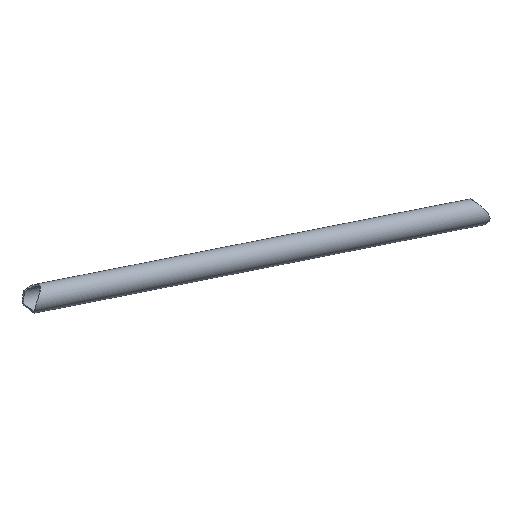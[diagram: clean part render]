
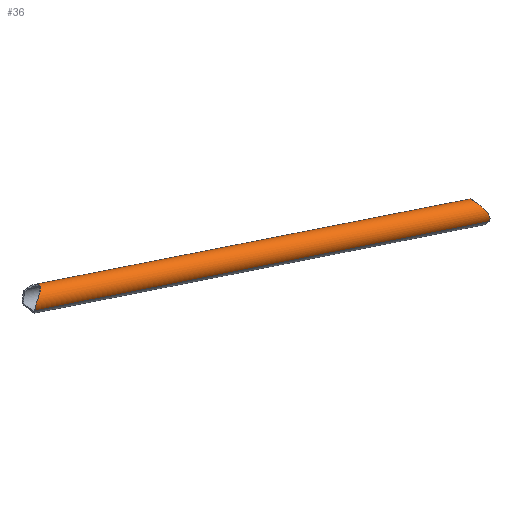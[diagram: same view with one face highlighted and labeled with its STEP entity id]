
A CAD part, isometric view. The second image highlights one B-rep face of the part: STEP entity #36.
In plain terms, the highlighted cylindrical face has radius 12.5 mm (diameter 25 mm), a partial arc.
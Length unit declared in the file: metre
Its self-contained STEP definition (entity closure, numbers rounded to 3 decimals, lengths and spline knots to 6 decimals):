
#36=ADVANCED_FACE('',(#73),#74,.T.);
#73=FACE_OUTER_BOUND('',#109,.T.);
#74=CYLINDRICAL_SURFACE('',#110,0.0125);
#109=EDGE_LOOP('',(#204,#205,#206,#207));
#110=AXIS2_PLACEMENT_3D('',#208,#209,#210);
#204=ORIENTED_EDGE('',*,*,#289,.F.);
#205=ORIENTED_EDGE('',*,*,#290,.T.);
#206=ORIENTED_EDGE('',*,*,#291,.F.);
#207=ORIENTED_EDGE('',*,*,#292,.F.);
#208=CARTESIAN_POINT('',(-1.758528,-0.353949,0.232934));
#209=DIRECTION('',(-0.964,0.144,0.222));
#210=DIRECTION('',(0.222,0.897,0.382));
#289=EDGE_CURVE('',#330,#331,#332,.T.);
#290=EDGE_CURVE('',#330,#333,#334,.T.);
#291=EDGE_CURVE('',#335,#333,#336,.T.);
#292=EDGE_CURVE('',#331,#335,#337,.T.);
#330=VERTEX_POINT('',#402);
#331=VERTEX_POINT('',#403);
#332=LINE('',#404,#405);
#333=VERTEX_POINT('',#406);
#334=B_SPLINE_CURVE_WITH_KNOTS('',3,(#407,#408,#409,#410,#411,#412,#413,#414,#415,#416,#417,#418,#419,#420,#421,#422,#423,#424,#425,#426,#427,#428,#429,#430,#431,#432,#433,#434,#435,#436),.UNSPECIFIED.,.F.,.F.,(4,2,2,2,2,2,2,2,1,2,2,1,2,2,2,4),(0.0,6.560477,13.120955,17.494606,21.868258,26.241909,32.802386,39.65515,44.321088,48.987026,53.652963,55.985932,58.318901,62.984839,67.650777,72.316715),.UNSPECIFIED.);
#335=VERTEX_POINT('',#437);
#336=LINE('',#438,#439);
#337=B_SPLINE_CURVE_WITH_KNOTS('',5,(#440,#441,#442,#443,#444,#445,#446,#447,#448,#449,#450,#451,#452,#453,#454,#455,#456,#457,#458,#459,#460,#461,#462,#463,#464,#465,#466,#467,#468,#469,#470,#471,#472,#473,#474,#475,#476,#477,#478,#479,#480,#481,#482,#483),.UNSPECIFIED.,.F.,.F.,(6,3,3,3,3,3,3,5,3,3,3,3,3,6),(-93.737387,-93.569883,-87.289411,-80.482216,-75.273498,-70.032893,-65.355613,-59.685594,-52.459357,-46.321691,-36.308772,-32.727783,-29.047021,-27.735151),.UNSPECIFIED.);
#402=CARTESIAN_POINT('',(-2.147868,-0.284211,0.32792));
#403=CARTESIAN_POINT('',(-1.659942,-0.357038,0.215673));
#404=CARTESIAN_POINT('',(-1.755755,-0.342737,0.237714));
#405=VECTOR('',#796,1.0);
#406=CARTESIAN_POINT('',(-2.15874,-0.30584,0.319584));
#407=CARTESIAN_POINT('',(-2.15,-0.283212,0.326325));
#408=CARTESIAN_POINT('',(-2.148804,-0.283666,0.327232));
#409=CARTESIAN_POINT('',(-2.147626,-0.284278,0.32809));
#410=CARTESIAN_POINT('',(-2.145464,-0.285838,0.32975));
#411=CARTESIAN_POINT('',(-2.144473,-0.286791,0.330555));
#412=CARTESIAN_POINT('',(-2.143197,-0.288709,0.331801));
#413=CARTESIAN_POINT('',(-2.142789,-0.289566,0.332273));
#414=CARTESIAN_POINT('',(-2.142299,-0.291416,0.333102));
#415=CARTESIAN_POINT('',(-2.142222,-0.292409,0.333458));
#416=CARTESIAN_POINT('',(-2.142446,-0.29439,0.333988));
#417=CARTESIAN_POINT('',(-2.142745,-0.295372,0.334162));
#418=CARTESIAN_POINT('',(-2.143829,-0.29766,0.334378));
#419=CARTESIAN_POINT('',(-2.144768,-0.298881,0.334317));
#420=CARTESIAN_POINT('',(-2.14691,-0.301037,0.333937));
#421=CARTESIAN_POINT('',(-2.148129,-0.301971,0.33361));
#422=CARTESIAN_POINT('',(-2.150277,-0.303347,0.332858));
#423=CARTESIAN_POINT('',(-2.152068,-0.304348,0.332137));
#424=CARTESIAN_POINT('',(-2.153862,-0.305146,0.331157));
#425=CARTESIAN_POINT('',(-2.155581,-0.305848,0.329983));
#426=CARTESIAN_POINT('',(-2.156405,-0.306152,0.329296));
#427=CARTESIAN_POINT('',(-2.157439,-0.306506,0.328043));
#428=CARTESIAN_POINT('',(-2.158058,-0.306707,0.327133));
#429=CARTESIAN_POINT('',(-2.15847,-0.306811,0.32609));
#430=CARTESIAN_POINT('',(-2.158925,-0.306875,0.324473));
#431=CARTESIAN_POINT('',(-2.159009,-0.306796,0.323333));
#432=CARTESIAN_POINT('',(-2.158954,-0.306385,0.32112));
#433=CARTESIAN_POINT('',(-2.15882,-0.306056,0.32004));
#434=CARTESIAN_POINT('',(-2.158485,-0.305156,0.318002));
#435=CARTESIAN_POINT('',(-2.158282,-0.304585,0.317043));
#436=CARTESIAN_POINT('',(-2.158082,-0.303899,0.316175));
#437=CARTESIAN_POINT('',(-1.661841,-0.380006,0.205272));
#438=CARTESIAN_POINT('',(-1.761301,-0.365161,0.228153));
#439=VECTOR('',#797,1.0);
#440=CARTESIAN_POINT('',(-1.659942,-0.357038,0.215673));
#441=CARTESIAN_POINT('',(-1.659953,-0.357043,0.21569));
#442=CARTESIAN_POINT('',(-1.659965,-0.357047,0.215707));
#443=CARTESIAN_POINT('',(-1.659976,-0.357051,0.215724));
#444=CARTESIAN_POINT('',(-1.660422,-0.357222,0.216375));
#445=CARTESIAN_POINT('',(-1.660889,-0.357418,0.217007));
#446=CARTESIAN_POINT('',(-1.661355,-0.357635,0.217609));
#447=CARTESIAN_POINT('',(-1.662345,-0.358147,0.218839));
#448=CARTESIAN_POINT('',(-1.663354,-0.358801,0.220013));
#449=CARTESIAN_POINT('',(-1.663879,-0.359185,0.220609));
#450=CARTESIAN_POINT('',(-1.664798,-0.359952,0.221628));
#451=CARTESIAN_POINT('',(-1.665674,-0.360904,0.222567));
#452=CARTESIAN_POINT('',(-1.666043,-0.361356,0.222955));
#453=CARTESIAN_POINT('',(-1.666746,-0.362349,0.223682));
#454=CARTESIAN_POINT('',(-1.667345,-0.363522,0.224271));
#455=CARTESIAN_POINT('',(-1.667611,-0.364157,0.224521));
#456=CARTESIAN_POINT('',(-1.668027,-0.365437,0.224886));
#457=CARTESIAN_POINT('',(-1.668257,-0.366814,0.225019));
#458=CARTESIAN_POINT('',(-1.668321,-0.367474,0.225026));
#459=CARTESIAN_POINT('',(-1.668365,-0.36893,0.224919));
#460=CARTESIAN_POINT('',(-1.668219,-0.370336,0.224572));
#461=CARTESIAN_POINT('',(-1.668089,-0.371078,0.224319));
#462=CARTESIAN_POINT('',(-1.667923,-0.371786,0.224016));
#463=CARTESIAN_POINT('',(-1.667726,-0.372459,0.22367));
#464=CARTESIAN_POINT('',(-1.667474,-0.373318,0.22323));
#465=CARTESIAN_POINT('',(-1.667169,-0.374135,0.222713));
#466=CARTESIAN_POINT('',(-1.666824,-0.374903,0.222134));
#467=CARTESIAN_POINT('',(-1.66613,-0.37623,0.220968));
#468=CARTESIAN_POINT('',(-1.665365,-0.377384,0.219646));
#469=CARTESIAN_POINT('',(-1.665005,-0.377877,0.21901));
#470=CARTESIAN_POINT('',(-1.664042,-0.379077,0.217266));
#471=CARTESIAN_POINT('',(-1.663087,-0.380012,0.21534));
#472=CARTESIAN_POINT('',(-1.662524,-0.380484,0.214083));
#473=CARTESIAN_POINT('',(-1.661854,-0.380957,0.212259));
#474=CARTESIAN_POINT('',(-1.661487,-0.381085,0.210317));
#475=CARTESIAN_POINT('',(-1.661416,-0.381092,0.209798));
#476=CARTESIAN_POINT('',(-1.661332,-0.381045,0.208739));
#477=CARTESIAN_POINT('',(-1.661373,-0.380868,0.207685));
#478=CARTESIAN_POINT('',(-1.661428,-0.380742,0.207158));
#479=CARTESIAN_POINT('',(-1.661542,-0.380525,0.206458));
#480=CARTESIAN_POINT('',(-1.6617,-0.380248,0.205788));
#481=CARTESIAN_POINT('',(-1.661745,-0.380171,0.205614));
#482=CARTESIAN_POINT('',(-1.661792,-0.380091,0.205442));
#483=CARTESIAN_POINT('',(-1.661841,-0.380006,0.205272));
#796=DIRECTION('',(0.964,-0.144,-0.222));
#797=DIRECTION('',(-0.964,0.144,0.222));
